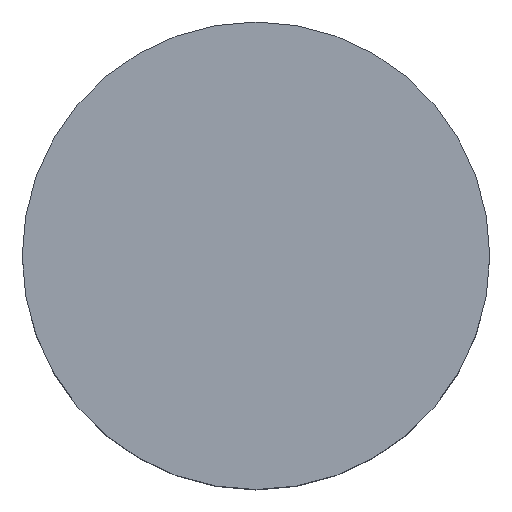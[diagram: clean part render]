
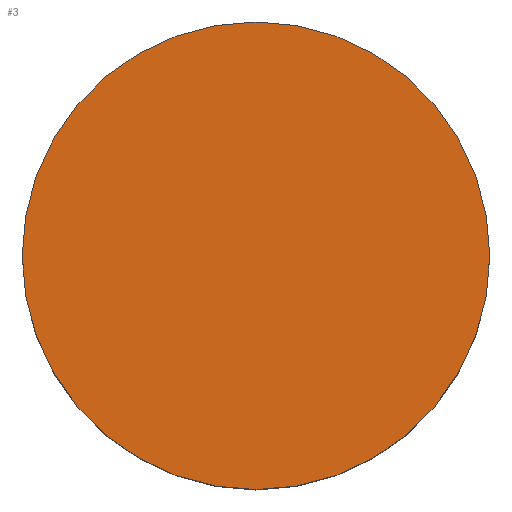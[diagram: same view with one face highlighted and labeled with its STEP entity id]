
A CAD part, top view. The second image highlights one B-rep face of the part: STEP entity #3.
In plain terms, the highlighted planar face has unit normal (0, 0, 1).
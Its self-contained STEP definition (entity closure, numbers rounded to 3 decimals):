
#3 = ADVANCED_FACE ( 'NONE', ( #354 ), #291, .T. ) ;
#8 = DIRECTION ( 'NONE',  ( 0., 0., 1. ) ) ;
#15 = EDGE_CURVE ( 'NONE', #102, #92, #244, .T. ) ;
#57 = DIRECTION ( 'NONE',  ( 1., 0., 0. ) ) ;
#65 = CIRCLE ( 'NONE', #139, 2. ) ;
#80 = AXIS2_PLACEMENT_3D ( 'NONE', #207, #157, #105 ) ;
#92 = VERTEX_POINT ( 'NONE', #238 ) ;
#102 = VERTEX_POINT ( 'NONE', #166 ) ;
#105 = DIRECTION ( 'NONE',  ( 1., 0., 0. ) ) ;
#139 = AXIS2_PLACEMENT_3D ( 'NONE', #329, #8, #57 ) ;
#147 = EDGE_CURVE ( 'NONE', #92, #102, #65, .T. ) ;
#157 = DIRECTION ( 'NONE',  ( 0., 0., 1. ) ) ;
#166 = CARTESIAN_POINT ( 'NONE',  ( 2., 0., 0. ) ) ;
#201 = EDGE_LOOP ( 'NONE', ( #297, #277 ) ) ;
#207 = CARTESIAN_POINT ( 'NONE',  ( 0., 0., 0. ) ) ;
#232 = AXIS2_PLACEMENT_3D ( 'NONE', #240, #263, #351 ) ;
#238 = CARTESIAN_POINT ( 'NONE',  ( -2., 0., 0. ) ) ;
#240 = CARTESIAN_POINT ( 'NONE',  ( 0., 0., 0. ) ) ;
#244 = CIRCLE ( 'NONE', #80, 2. ) ;
#263 = DIRECTION ( 'NONE',  ( 0., 0., 1. ) ) ;
#277 = ORIENTED_EDGE ( 'NONE', *, *, #147, .T. ) ;
#291 = PLANE ( 'NONE',  #232 ) ;
#297 = ORIENTED_EDGE ( 'NONE', *, *, #15, .T. ) ;
#329 = CARTESIAN_POINT ( 'NONE',  ( 0., 0., 0. ) ) ;
#351 = DIRECTION ( 'NONE',  ( 1., 0., 0. ) ) ;
#354 = FACE_OUTER_BOUND ( 'NONE', #201, .T. ) ;
